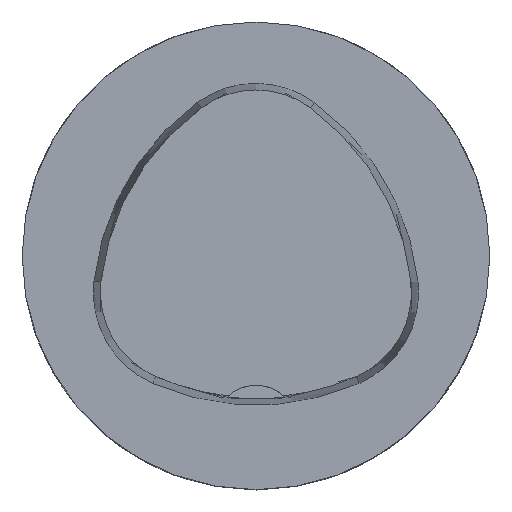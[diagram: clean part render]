
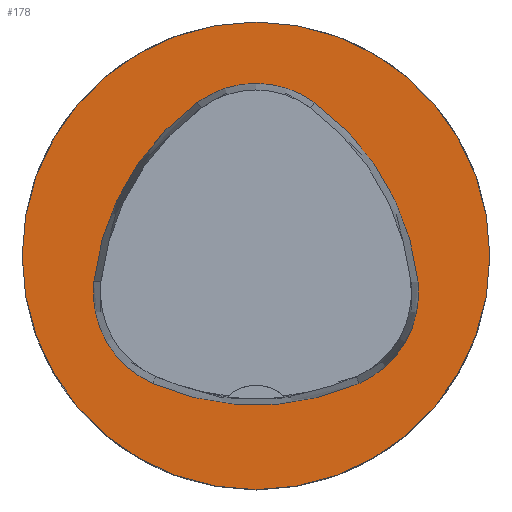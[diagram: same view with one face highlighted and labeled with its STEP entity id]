
A CAD part, top view. The second image highlights one B-rep face of the part: STEP entity #178.
In plain terms, the highlighted planar face has unit normal (0, 0, 1).
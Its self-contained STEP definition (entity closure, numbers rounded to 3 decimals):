
#44=PLANE('',#1393);
#178=ADVANCED_FACE('',(#524,#525),#44,.T.);
#524=FACE_BOUND('',#554,.T.);
#525=FACE_BOUND('',#555,.T.);
#554=EDGE_LOOP('',(#698,#699,#700,#701,#702,#703));
#555=EDGE_LOOP('',(#704));
#698=ORIENTED_EDGE('',*,*,#1155,.T.);
#699=ORIENTED_EDGE('',*,*,#1135,.T.);
#700=ORIENTED_EDGE('',*,*,#1139,.T.);
#701=ORIENTED_EDGE('',*,*,#1142,.T.);
#702=ORIENTED_EDGE('',*,*,#1145,.T.);
#703=ORIENTED_EDGE('',*,*,#1153,.T.);
#704=ORIENTED_EDGE('',*,*,#1126,.F.);
#1006=VERTEX_POINT('',#1892);
#1015=VERTEX_POINT('',#1911);
#1016=VERTEX_POINT('',#1912);
#1019=VERTEX_POINT('',#1920);
#1021=VERTEX_POINT('',#1926);
#1023=VERTEX_POINT('',#1932);
#1030=VERTEX_POINT('',#1953);
#1126=EDGE_CURVE('',#1006,#1006,#1282,.T.);
#1135=EDGE_CURVE('',#1015,#1016,#1283,.T.);
#1139=EDGE_CURVE('',#1016,#1019,#1285,.T.);
#1142=EDGE_CURVE('',#1019,#1021,#1287,.T.);
#1145=EDGE_CURVE('',#1021,#1023,#1289,.T.);
#1153=EDGE_CURVE('',#1023,#1030,#1293,.T.);
#1155=EDGE_CURVE('',#1030,#1015,#1295,.T.);
#1282=CIRCLE('',#1365,40.);
#1283=CIRCLE('',#1371,44.);
#1285=CIRCLE('',#1374,17.);
#1287=CIRCLE('',#1377,44.);
#1289=CIRCLE('',#1380,17.);
#1293=CIRCLE('',#1385,44.);
#1295=CIRCLE('',#1388,17.);
#1365=AXIS2_PLACEMENT_3D('',#1891,#1511,#1512);
#1371=AXIS2_PLACEMENT_3D('',#1910,#1527,#1528);
#1374=AXIS2_PLACEMENT_3D('',#1919,#1535,#1536);
#1377=AXIS2_PLACEMENT_3D('',#1925,#1542,#1543);
#1380=AXIS2_PLACEMENT_3D('',#1931,#1549,#1550);
#1385=AXIS2_PLACEMENT_3D('',#1954,#1561,#1562);
#1388=AXIS2_PLACEMENT_3D('',#1957,#1567,#1568);
#1393=AXIS2_PLACEMENT_3D('',#1962,#1577,#1578);
#1511=DIRECTION('',(0.,0.,-1.));
#1512=DIRECTION('',(-1.,0.,0.));
#1527=DIRECTION('',(0.,0.,-1.));
#1528=DIRECTION('',(-1.,0.,0.));
#1535=DIRECTION('',(0.,0.,-1.));
#1536=DIRECTION('',(-1.,0.,0.));
#1542=DIRECTION('',(0.,0.,-1.));
#1543=DIRECTION('',(-1.,0.,0.));
#1549=DIRECTION('',(0.,0.,-1.));
#1550=DIRECTION('',(-1.,0.,0.));
#1561=DIRECTION('',(0.,0.,-1.));
#1562=DIRECTION('',(-1.,0.,0.));
#1567=DIRECTION('',(0.,0.,-1.));
#1568=DIRECTION('',(-1.,0.,0.));
#1577=DIRECTION('',(0.,0.,1.));
#1578=DIRECTION('',(-1.,0.,0.));
#1891=CARTESIAN_POINT('',(0.,0.,0.));
#1892=CARTESIAN_POINT('',(-40.,0.,0.));
#1910=CARTESIAN_POINT('',(16.01,-9.224,0.));
#1911=CARTESIAN_POINT('',(-27.722,-4.378,0.));
#1912=CARTESIAN_POINT('',(-10.119,26.178,0.));
#1919=CARTESIAN_POINT('',(-0.023,12.5,0.));
#1920=CARTESIAN_POINT('',(10.049,26.194,0.));
#1925=CARTESIAN_POINT('',(-16.021,-9.25,0.));
#1926=CARTESIAN_POINT('',(27.71,-4.394,0.));
#1931=CARTESIAN_POINT('',(10.814,-6.27,0.));
#1932=CARTESIAN_POINT('',(17.611,-21.852,0.));
#1953=CARTESIAN_POINT('',(-17.652,-21.819,0.));
#1954=CARTESIAN_POINT('',(0.017,18.477,0.));
#1957=CARTESIAN_POINT('',(-10.825,-6.25,0.));
#1962=CARTESIAN_POINT('',(0.,0.,0.));
